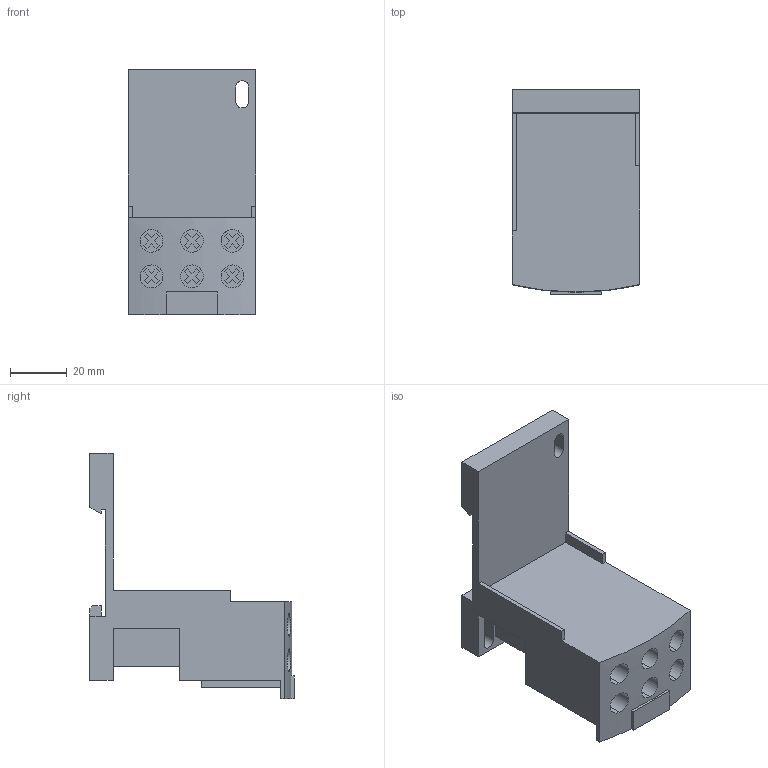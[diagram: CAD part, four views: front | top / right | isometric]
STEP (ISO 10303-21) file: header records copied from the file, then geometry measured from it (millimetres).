
FILE_DESCRIPTION (( 'STEP AP203' ), '1' );
FILE_NAME ('LAD7B106.step', '2023-08-31T20:00:21', ( '' ), ( '' ), 'SwSTEP 2.0', 'SolidWorks 2021', '' );
FILE_SCHEMA (( 'CONFIG_CONTROL_DESIGN' ));
Length unit declared in the file: inch
Products named in the file (1): LAD7B106
Bounding box: 45 x 72 x 86.4 mm (x, y, z)
Volume: 66302.9 mm3; surface area: 27468.7 mm2
Topology: 1 solids, 1 shells, 189 faces, 519 edges, 346 vertices
Faces by surface type: plane 166, cylinder 23
Entity records: 6368 total; most frequent: CARTESIAN_POINT 1451, ORIENTED_EDGE 1038, DIRECTION 923, EDGE_CURVE 519, LINE 471, VECTOR 471, VERTEX_POINT 346, AXIS2_PLACEMENT_3D 226
